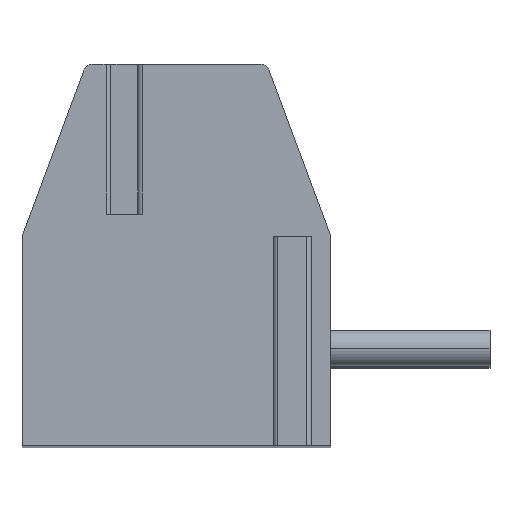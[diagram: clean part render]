
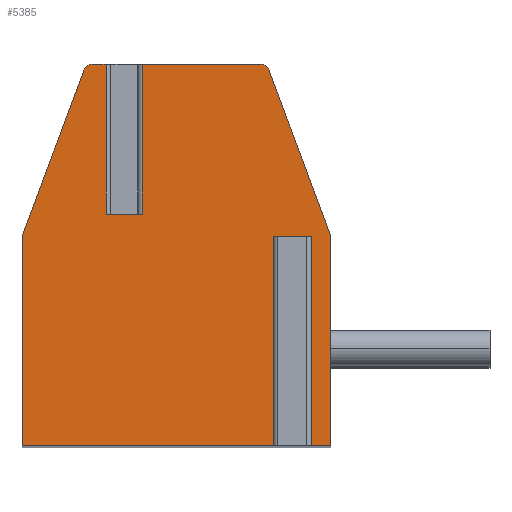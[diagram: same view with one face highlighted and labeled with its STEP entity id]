
A CAD part, top view. The second image highlights one B-rep face of the part: STEP entity #5385.
In plain terms, the highlighted planar face has unit normal (0, 0, 1).
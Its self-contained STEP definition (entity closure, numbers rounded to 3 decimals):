
#13=DIRECTION('',(1.,0.,0.));
#14=VECTOR('',#13,0.796);
#15=CARTESIAN_POINT('',(-1.548,0.9,22.75));
#16=LINE('',#15,#14);
#17=DIRECTION('',(0.,1.,0.));
#18=VECTOR('',#17,3.3);
#19=CARTESIAN_POINT('',(-0.752,0.9,22.75));
#20=LINE('',#19,#18);
#21=DIRECTION('',(-1.,0.,0.));
#22=VECTOR('',#21,2.603);
#23=CARTESIAN_POINT('',(1.851,4.2,22.75));
#24=LINE('',#23,#22);
#25=CARTESIAN_POINT('',(1.851,4.,22.75));
#26=DIRECTION('',(0.,0.,1.));
#27=DIRECTION('',(0.938,0.348,0.));
#28=AXIS2_PLACEMENT_3D('',#25,#26,#27);
#30=DIRECTION('',(-0.348,0.938,0.));
#31=VECTOR('',#30,3.914);
#32=CARTESIAN_POINT('',(3.4,0.4,22.75));
#33=LINE('',#32,#31);
#34=DIRECTION('',(0.,1.,0.));
#35=VECTOR('',#34,4.6);
#36=CARTESIAN_POINT('',(3.4,-4.2,22.75));
#37=LINE('',#36,#35);
#38=DIRECTION('',(1.,0.,0.));
#39=VECTOR('',#38,0.634);
#40=CARTESIAN_POINT('',(2.766,-4.2,22.75));
#41=LINE('',#40,#39);
#42=DIRECTION('',(0.,1.,0.));
#43=VECTOR('',#42,4.6);
#44=CARTESIAN_POINT('',(2.766,-4.2,22.75));
#45=LINE('',#44,#43);
#46=DIRECTION('',(-1.,0.,0.));
#47=VECTOR('',#46,0.43);
#48=CARTESIAN_POINT('',(2.766,0.4,22.75));
#49=LINE('',#48,#47);
#50=DIRECTION('',(0.,1.,0.));
#51=VECTOR('',#50,4.6);
#52=CARTESIAN_POINT('',(2.336,-4.2,22.75));
#53=LINE('',#52,#51);
#54=DIRECTION('',(1.,0.,0.));
#55=VECTOR('',#54,5.736);
#56=CARTESIAN_POINT('',(-3.4,-4.2,22.75));
#57=LINE('',#56,#55);
#58=DIRECTION('',(0.,-1.,0.));
#59=VECTOR('',#58,4.6);
#60=CARTESIAN_POINT('',(-3.4,0.4,22.75));
#61=LINE('',#60,#59);
#62=DIRECTION('',(-0.348,-0.938,0.));
#63=VECTOR('',#62,3.914);
#64=CARTESIAN_POINT('',(-2.038,4.07,22.75));
#65=LINE('',#64,#63);
#66=CARTESIAN_POINT('',(-1.851,4.,22.75));
#67=DIRECTION('',(0.,0.,1.));
#68=DIRECTION('',(0.,1.,0.));
#69=AXIS2_PLACEMENT_3D('',#66,#67,#68);
#71=DIRECTION('',(-1.,0.,0.));
#72=VECTOR('',#71,0.303);
#73=CARTESIAN_POINT('',(-1.548,4.2,22.75));
#74=LINE('',#73,#72);
#75=DIRECTION('',(0.,1.,0.));
#76=VECTOR('',#75,3.3);
#77=CARTESIAN_POINT('',(-1.548,0.9,22.75));
#78=LINE('',#77,#76);
#4204=CARTESIAN_POINT('',(-1.851,4.2,22.75));
#4205=CARTESIAN_POINT('',(-2.038,4.07,22.75));
#4206=VERTEX_POINT('',#4204);
#4207=VERTEX_POINT('',#4205);
#4208=CARTESIAN_POINT('',(-3.4,0.4,22.75));
#4209=VERTEX_POINT('',#4208);
#4210=CARTESIAN_POINT('',(-3.4,-4.2,22.75));
#4211=VERTEX_POINT('',#4210);
#4212=CARTESIAN_POINT('',(3.4,-4.2,22.75));
#4213=CARTESIAN_POINT('',(3.4,0.4,22.75));
#4214=VERTEX_POINT('',#4212);
#4215=VERTEX_POINT('',#4213);
#4216=CARTESIAN_POINT('',(2.038,4.07,22.75));
#4217=VERTEX_POINT('',#4216);
#4218=CARTESIAN_POINT('',(1.851,4.2,22.75));
#4219=VERTEX_POINT('',#4218);
#4260=CARTESIAN_POINT('',(2.766,0.4,22.75));
#4261=CARTESIAN_POINT('',(2.336,0.4,22.75));
#4262=VERTEX_POINT('',#4260);
#4263=VERTEX_POINT('',#4261);
#4264=CARTESIAN_POINT('',(2.336,-4.2,22.75));
#4265=VERTEX_POINT('',#4264);
#4266=CARTESIAN_POINT('',(2.766,-4.2,22.75));
#4267=VERTEX_POINT('',#4266);
#4328=CARTESIAN_POINT('',(-1.548,0.9,22.75));
#4329=CARTESIAN_POINT('',(-0.752,0.9,22.75));
#4330=VERTEX_POINT('',#4328);
#4331=VERTEX_POINT('',#4329);
#4332=CARTESIAN_POINT('',(-1.548,4.2,22.75));
#4333=VERTEX_POINT('',#4332);
#4334=CARTESIAN_POINT('',(-0.752,4.2,22.75));
#4335=VERTEX_POINT('',#4334);
#5346=CARTESIAN_POINT('',(0.,0.,22.75));
#5347=DIRECTION('',(0.,0.,1.));
#5348=DIRECTION('',(1.,0.,0.));
#5349=AXIS2_PLACEMENT_3D('',#5346,#5347,#5348);
#5350=PLANE('',#5349);
#5352=ORIENTED_EDGE('',*,*,#5351,.T.);
#5354=ORIENTED_EDGE('',*,*,#5353,.T.);
#5356=ORIENTED_EDGE('',*,*,#5355,.F.);
#5358=ORIENTED_EDGE('',*,*,#5357,.F.);
#5360=ORIENTED_EDGE('',*,*,#5359,.F.);
#5362=ORIENTED_EDGE('',*,*,#5361,.F.);
#5364=ORIENTED_EDGE('',*,*,#5363,.F.);
#5366=ORIENTED_EDGE('',*,*,#5365,.T.);
#5368=ORIENTED_EDGE('',*,*,#5367,.T.);
#5370=ORIENTED_EDGE('',*,*,#5369,.F.);
#5372=ORIENTED_EDGE('',*,*,#5371,.F.);
#5374=ORIENTED_EDGE('',*,*,#5373,.F.);
#5376=ORIENTED_EDGE('',*,*,#5375,.F.);
#5378=ORIENTED_EDGE('',*,*,#5377,.F.);
#5380=ORIENTED_EDGE('',*,*,#5379,.F.);
#5382=ORIENTED_EDGE('',*,*,#5381,.F.);
#5383=EDGE_LOOP('',(#5352,#5354,#5356,#5358,#5360,#5362,#5364,#5366,#5368,#5370,
#5372,#5374,#5376,#5378,#5380,#5382));
#5384=FACE_OUTER_BOUND('',#5383,.F.);
#29=CIRCLE('',#28,0.2);
#70=CIRCLE('',#69,0.2);
#5351=EDGE_CURVE('',#4330,#4331,#16,.T.);
#5353=EDGE_CURVE('',#4331,#4335,#20,.T.);
#5355=EDGE_CURVE('',#4219,#4335,#24,.T.);
#5357=EDGE_CURVE('',#4217,#4219,#29,.T.);
#5359=EDGE_CURVE('',#4215,#4217,#33,.T.);
#5361=EDGE_CURVE('',#4214,#4215,#37,.T.);
#5363=EDGE_CURVE('',#4267,#4214,#41,.T.);
#5365=EDGE_CURVE('',#4267,#4262,#45,.T.);
#5367=EDGE_CURVE('',#4262,#4263,#49,.T.);
#5369=EDGE_CURVE('',#4265,#4263,#53,.T.);
#5371=EDGE_CURVE('',#4211,#4265,#57,.T.);
#5373=EDGE_CURVE('',#4209,#4211,#61,.T.);
#5375=EDGE_CURVE('',#4207,#4209,#65,.T.);
#5377=EDGE_CURVE('',#4206,#4207,#70,.T.);
#5379=EDGE_CURVE('',#4333,#4206,#74,.T.);
#5381=EDGE_CURVE('',#4330,#4333,#78,.T.);
#5385=ADVANCED_FACE('',(#5384),#5350,.T.);
